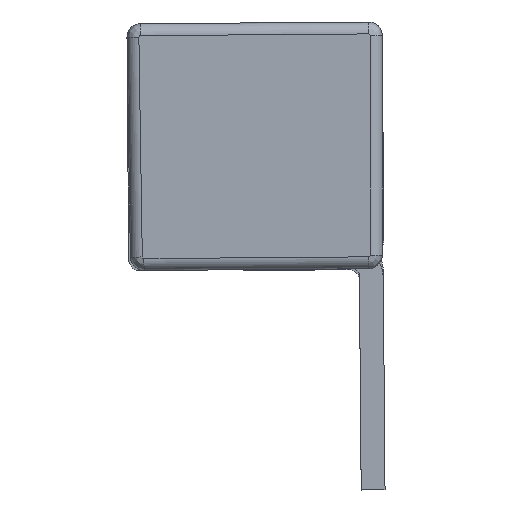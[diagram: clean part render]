
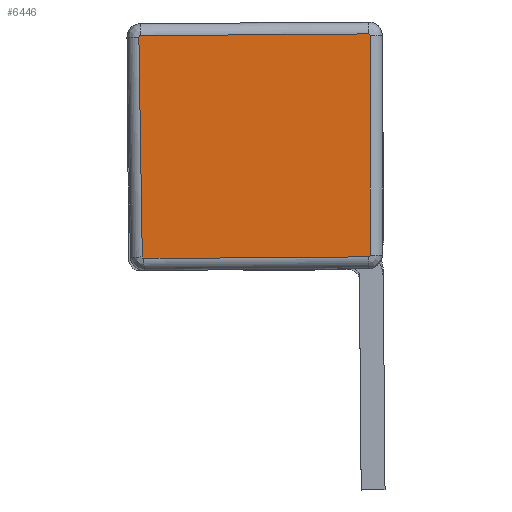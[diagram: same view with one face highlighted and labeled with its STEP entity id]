
A CAD part, left-side view. The second image highlights one B-rep face of the part: STEP entity #6446.
In plain terms, the highlighted planar face has unit normal (-1, 0, 0).
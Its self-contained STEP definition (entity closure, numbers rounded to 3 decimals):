
#6429=AXIS2_PLACEMENT_3D('Plane Axis2P3D',#6426,#6427,#6428) ;
#6433=AXIS2_PLACEMENT_3D('Circle Axis2P3D',#6431,#6432,$) ;
#6148=CARTESIAN_POINT('Vertex',(0.,0.963,26.79)) ;
#6152=CARTESIAN_POINT('Control Point',(0.,0.963,26.79)) ;
#6153=CARTESIAN_POINT('Control Point',(0.,0.906,26.79)) ;
#6154=CARTESIAN_POINT('Control Point',(0.,0.865,26.75)) ;
#6155=CARTESIAN_POINT('Control Point',(0.,0.865,26.693)) ;
#6156=CARTESIAN_POINT('Vertex',(0.,0.865,26.693)) ;
#6181=CARTESIAN_POINT('Vertex',(0.,0.865,13.787)) ;
#6184=CARTESIAN_POINT('Line Origine',(0.,0.865,26.731)) ;
#6218=CARTESIAN_POINT('Vertex',(0.,0.962,13.69)) ;
#6222=CARTESIAN_POINT('Control Point',(0.,0.865,13.787)) ;
#6223=CARTESIAN_POINT('Control Point',(0.,0.865,13.73)) ;
#6224=CARTESIAN_POINT('Control Point',(0.,0.905,13.69)) ;
#6225=CARTESIAN_POINT('Control Point',(0.,0.962,13.69)) ;
#6243=CARTESIAN_POINT('Vertex',(0.,14.167,13.587)) ;
#6246=CARTESIAN_POINT('Line Origine',(0.,14.205,13.587)) ;
#6280=CARTESIAN_POINT('Vertex',(0.,14.265,13.683)) ;
#6284=CARTESIAN_POINT('Control Point',(0.,14.265,13.683)) ;
#6285=CARTESIAN_POINT('Control Point',(0.,14.264,13.626)) ;
#6286=CARTESIAN_POINT('Control Point',(0.,14.223,13.587)) ;
#6287=CARTESIAN_POINT('Control Point',(0.,14.167,13.587)) ;
#6305=CARTESIAN_POINT('Vertex',(0.,14.465,26.588)) ;
#6315=CARTESIAN_POINT('Line Origine',(0.,14.465,26.626)) ;
#6411=CARTESIAN_POINT('Vertex',(0.,14.368,26.686)) ;
#6414=CARTESIAN_POINT('Line Origine',(0.,-20.47,26.956)) ;
#6426=CARTESIAN_POINT('Axis2P3D Location',(0.,7.624,21.288)) ;
#6431=CARTESIAN_POINT('Axis2P3D Location',(0.,14.368,26.589)) ;
#6185=DIRECTION('Vector Direction',(0.,0.,1.)) ;
#6247=DIRECTION('Vector Direction',(0.,-1.,0.008)) ;
#6316=DIRECTION('Vector Direction',(0.,-0.015,-1.)) ;
#6415=DIRECTION('Vector Direction',(0.,1.,-0.008)) ;
#6427=DIRECTION('Axis2P3D Direction',(-1.,0.,0.)) ;
#6428=DIRECTION('Axis2P3D XDirection',(0.,-1.,0.008)) ;
#6432=DIRECTION('Axis2P3D Direction',(-1.,0.,0.)) ;
#6186=VECTOR('Line Direction',#6185,1.) ;
#6248=VECTOR('Line Direction',#6247,1.) ;
#6317=VECTOR('Line Direction',#6316,1.) ;
#6416=VECTOR('Line Direction',#6415,1.) ;
#6437=ORIENTED_EDGE('',*,*,#6418,.T.) ;
#6438=ORIENTED_EDGE('',*,*,#6435,.T.) ;
#6439=ORIENTED_EDGE('',*,*,#6319,.T.) ;
#6440=ORIENTED_EDGE('',*,*,#6288,.T.) ;
#6441=ORIENTED_EDGE('',*,*,#6250,.T.) ;
#6442=ORIENTED_EDGE('',*,*,#6226,.F.) ;
#6443=ORIENTED_EDGE('',*,*,#6188,.F.) ;
#6444=ORIENTED_EDGE('',*,*,#6158,.F.) ;
#6446=ADVANCED_FACE('318',(#6445),#6430,.T.) ;
#6434=CIRCLE('generated circle',#6433,0.097) ;
#6158=EDGE_CURVE('',#6149,#6157,#6151,.T.) ;
#6188=EDGE_CURVE('',#6157,#6182,#6187,.F.) ;
#6226=EDGE_CURVE('',#6182,#6219,#6221,.T.) ;
#6250=EDGE_CURVE('',#6244,#6219,#6249,.T.) ;
#6288=EDGE_CURVE('',#6281,#6244,#6283,.T.) ;
#6319=EDGE_CURVE('',#6306,#6281,#6318,.T.) ;
#6418=EDGE_CURVE('',#6149,#6412,#6417,.T.) ;
#6435=EDGE_CURVE('',#6412,#6306,#6434,.T.) ;
#6436=EDGE_LOOP('',(#6437,#6438,#6439,#6440,#6441,#6442,#6443,#6444)) ;
#6445=FACE_OUTER_BOUND('',#6436,.T.) ;
#6187=LINE('Line',#6184,#6186) ;
#6249=LINE('Line',#6246,#6248) ;
#6318=LINE('Line',#6315,#6317) ;
#6417=LINE('Line',#6414,#6416) ;
#6430=PLANE('',#6429) ;
#6149=VERTEX_POINT('',#6148) ;
#6157=VERTEX_POINT('',#6156) ;
#6182=VERTEX_POINT('',#6181) ;
#6219=VERTEX_POINT('',#6218) ;
#6244=VERTEX_POINT('',#6243) ;
#6281=VERTEX_POINT('',#6280) ;
#6306=VERTEX_POINT('',#6305) ;
#6412=VERTEX_POINT('',#6411) ;
#6151=(BOUNDED_CURVE()B_SPLINE_CURVE(3,(#6152,#6153,#6154,#6155),.UNSPECIFIED.,.F.,.U.)B_SPLINE_CURVE_WITH_KNOTS((4,4),(0.24,1.279),.UNSPECIFIED.)CURVE()GEOMETRIC_REPRESENTATION_ITEM()RATIONAL_B_SPLINE_CURVE((1.375,1.104,1.104,1.375))REPRESENTATION_ITEM('')) ;
#6221=(BOUNDED_CURVE()B_SPLINE_CURVE(3,(#6222,#6223,#6224,#6225),.UNSPECIFIED.,.F.,.U.)B_SPLINE_CURVE_WITH_KNOTS((4,4),(0.239,1.263),.UNSPECIFIED.)CURVE()GEOMETRIC_REPRESENTATION_ITEM()RATIONAL_B_SPLINE_CURVE((1.37,1.105,1.105,1.37))REPRESENTATION_ITEM('')) ;
#6283=(BOUNDED_CURVE()B_SPLINE_CURVE(3,(#6284,#6285,#6286,#6287),.UNSPECIFIED.,.F.,.U.)B_SPLINE_CURVE_WITH_KNOTS((4,4),(0.239,1.263),.UNSPECIFIED.)CURVE()GEOMETRIC_REPRESENTATION_ITEM()RATIONAL_B_SPLINE_CURVE((1.37,1.105,1.105,1.37))REPRESENTATION_ITEM('')) ;
